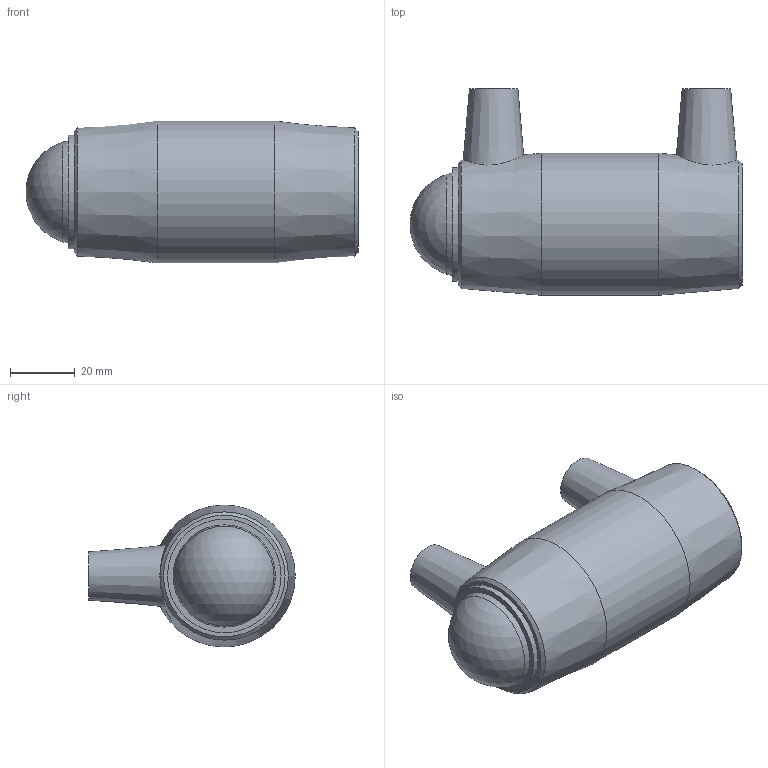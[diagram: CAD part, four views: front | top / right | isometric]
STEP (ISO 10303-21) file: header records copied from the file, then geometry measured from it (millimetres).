
FILE_DESCRIPTION(/* description */ ('PLASSON END CAP 32'),/* implementation_level */ '2;1');
FILE_NAME(/* name */ '491204032.ipt.stp',/* time_stamp */ '2017-11-06T09:12:53+02:00',/* author */ ('KIM'),/* organization */ (''),/* preprocessor_version */ 'ST-DEVELOPER v15.6',/* originating_system */ 'Autodesk Inventor 2015',/* authorisation */ '');
FILE_SCHEMA (('AP242_MANAGED_MODEL_BASED_3D_ENGINEERING_MIM_LF','AUTOMOTIVE_DESIGN { 1 0 10303 214 3 1 1 }'));
Length unit declared in the file: millimetre
Products named in the file (1): 491204032
Bounding box: 102.89 x 64 x 44 mm (x, y, z)
Volume: 78670.8 mm3; surface area: 26948.3 mm2
Topology: 1 solids, 1 shells, 37 faces, 71 edges, 47 vertices
Faces by surface type: plane 13, cylinder 11, cone 9, bspline 2, sphere 2
Full cylindrical faces by diameter (mm): 4 x2, 10 x2, 25.6 x1, 30.4 x1, 32 x3, 35.2 x1, 44 x1
Entity records: 910 total; most frequent: CARTESIAN_POINT 242, DIRECTION 148, ORIENTED_EDGE 84, AXIS2_PLACEMENT_3D 74, EDGE_LOOP 70, EDGE_CURVE 42, VERTEX_POINT 40, CIRCLE 38
